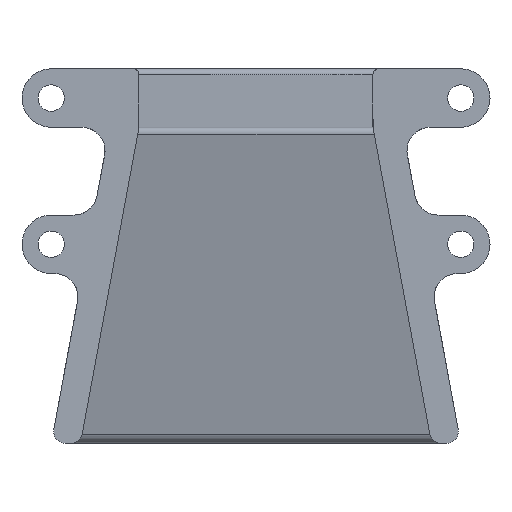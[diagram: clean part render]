
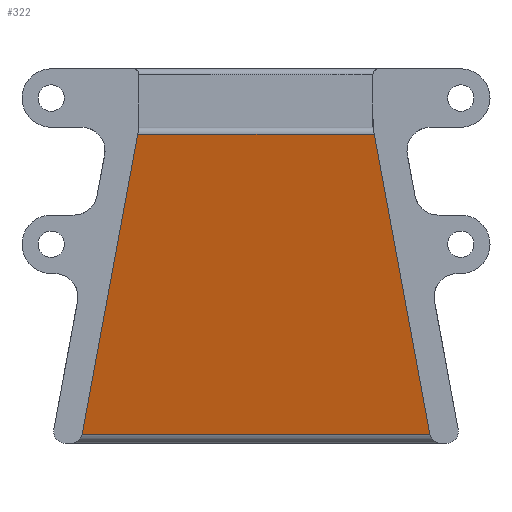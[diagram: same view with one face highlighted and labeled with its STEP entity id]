
A CAD part, front view. The second image highlights one B-rep face of the part: STEP entity #322.
In plain terms, the highlighted planar face has unit normal (0, -0.976, -0.217).
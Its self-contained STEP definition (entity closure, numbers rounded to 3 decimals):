
#116 = ORIENTED_EDGE ( 'NONE', *, *, #3382, .F. ) ;
#214 = VECTOR ( 'NONE', #454, 1000. ) ;
#316 = EDGE_LOOP ( 'NONE', ( #116, #3784, #994, #1667, #2677, #2482 ) ) ;
#322 = ADVANCED_FACE ( 'NONE', ( #2636 ), #1775, .F. ) ;
#343 = DIRECTION ( 'NONE',  ( 1., 0., 0. ) ) ;
#360 = LINE ( 'NONE', #910, #1828 ) ;
#383 = CARTESIAN_POINT ( 'NONE',  ( 29.697, 29.636, 1.636 ) ) ;
#424 = EDGE_CURVE ( 'NONE', #1134, #2875, #2450, .T. ) ;
#426 = CARTESIAN_POINT ( 'NONE',  ( -29.697, 29.636, 1.636 ) ) ;
#446 = CARTESIAN_POINT ( 'NONE',  ( 29.701, 29.642, 1.613 ) ) ;
#454 = DIRECTION ( 'NONE',  ( 0.178, 0.213, -0.961 ) ) ;
#472 = EDGE_CURVE ( 'NONE', #3504, #1393, #2087, .T. ) ;
#504 = AXIS2_PLACEMENT_3D ( 'NONE', #1136, #3025, #1407 ) ;
#767 = LINE ( 'NONE', #3933, #2010 ) ;
#910 = CARTESIAN_POINT ( 'NONE',  ( -20., 29.652, 1.566 ) ) ;
#994 = ORIENTED_EDGE ( 'NONE', *, *, #1712, .F. ) ;
#1085 = CARTESIAN_POINT ( 'NONE',  ( 25., 24., 27. ) ) ;
#1134 = VERTEX_POINT ( 'NONE', #2433 ) ;
#1136 = CARTESIAN_POINT ( 'NONE',  ( -20., 18., 54. ) ) ;
#1172 = VERTEX_POINT ( 'NONE', #4020 ) ;
#1174 = CARTESIAN_POINT ( 'NONE',  ( -29.706, 29.647, 1.589 ) ) ;
#1236 = CARTESIAN_POINT ( 'NONE',  ( -29.711, 29.652, 1.566 ) ) ;
#1393 = VERTEX_POINT ( 'NONE', #2367 ) ;
#1407 = DIRECTION ( 'NONE',  ( 1., 0., 0. ) ) ;
#1667 = ORIENTED_EDGE ( 'NONE', *, *, #472, .T. ) ;
#1712 = EDGE_CURVE ( 'NONE', #3504, #2875, #767, .T. ) ;
#1775 = PLANE ( 'NONE',  #504 ) ;
#1828 = VECTOR ( 'NONE', #343, 1000. ) ;
#1873 = DIRECTION ( 'NONE',  ( -1., 0., 0. ) ) ;
#2010 = VECTOR ( 'NONE', #2361, 1000. ) ;
#2087 =( BOUNDED_CURVE ( )  B_SPLINE_CURVE ( 3, ( #3998, #3376, #1174, #1236 ),
 .UNSPECIFIED., .F., .T. ) 
 B_SPLINE_CURVE_WITH_KNOTS ( ( 4, 4 ),
 ( 1.754, 1.789 ),
 .UNSPECIFIED. ) 
 CURVE ( )  GEOMETRIC_REPRESENTATION_ITEM ( )  RATIONAL_B_SPLINE_CURVE ( ( 1., 1., 1., 1. ) ) 
 REPRESENTATION_ITEM ( '' )  );
#2361 = DIRECTION ( 'NONE',  ( 0.178, -0.213, 0.961 ) ) ;
#2367 = CARTESIAN_POINT ( 'NONE',  ( -29.711, 29.652, 1.566 ) ) ;
#2396 = EDGE_CURVE ( 'NONE', #1393, #2963, #360, .T. ) ;
#2433 = CARTESIAN_POINT ( 'NONE',  ( 20.225, 18.27, 52.783 ) ) ;
#2450 = LINE ( 'NONE', #3707, #2926 ) ;
#2482 = ORIENTED_EDGE ( 'NONE', *, *, #3814, .T. ) ;
#2636 = FACE_OUTER_BOUND ( 'NONE', #316, .T. ) ;
#2677 = ORIENTED_EDGE ( 'NONE', *, *, #2396, .T. ) ;
#2875 = VERTEX_POINT ( 'NONE', #3829 ) ;
#2926 = VECTOR ( 'NONE', #1873, 1000. ) ;
#2963 = VERTEX_POINT ( 'NONE', #3889 ) ;
#3025 = DIRECTION ( 'NONE',  ( 0., 0.976, 0.217 ) ) ;
#3242 = CARTESIAN_POINT ( 'NONE',  ( 29.706, 29.647, 1.589 ) ) ;
#3264 = CARTESIAN_POINT ( 'NONE',  ( 29.711, 29.652, 1.566 ) ) ;
#3272 = LINE ( 'NONE', #1085, #214 ) ;
#3376 = CARTESIAN_POINT ( 'NONE',  ( -29.701, 29.642, 1.613 ) ) ;
#3382 = EDGE_CURVE ( 'NONE', #1134, #1172, #3272, .T. ) ;
#3504 = VERTEX_POINT ( 'NONE', #426 ) ;
#3707 = CARTESIAN_POINT ( 'NONE',  ( -20., 18.27, 52.783 ) ) ;
#3784 = ORIENTED_EDGE ( 'NONE', *, *, #424, .T. ) ;
#3814 = EDGE_CURVE ( 'NONE', #2963, #1172, #4040, .T. ) ;
#3829 = CARTESIAN_POINT ( 'NONE',  ( -20.225, 18.27, 52.783 ) ) ;
#3889 = CARTESIAN_POINT ( 'NONE',  ( 29.711, 29.652, 1.566 ) ) ;
#3933 = CARTESIAN_POINT ( 'NONE',  ( -25., 24., 27. ) ) ;
#3998 = CARTESIAN_POINT ( 'NONE',  ( -29.697, 29.636, 1.636 ) ) ;
#4020 = CARTESIAN_POINT ( 'NONE',  ( 29.697, 29.636, 1.636 ) ) ;
#4040 =( BOUNDED_CURVE ( )  B_SPLINE_CURVE ( 3, ( #3264, #3242, #446, #383 ),
 .UNSPECIFIED., .F., .T. ) 
 B_SPLINE_CURVE_WITH_KNOTS ( ( 4, 4 ),
 ( 1.352, 1.388 ),
 .UNSPECIFIED. ) 
 CURVE ( )  GEOMETRIC_REPRESENTATION_ITEM ( )  RATIONAL_B_SPLINE_CURVE ( ( 1., 1., 1., 1. ) ) 
 REPRESENTATION_ITEM ( '' )  );
